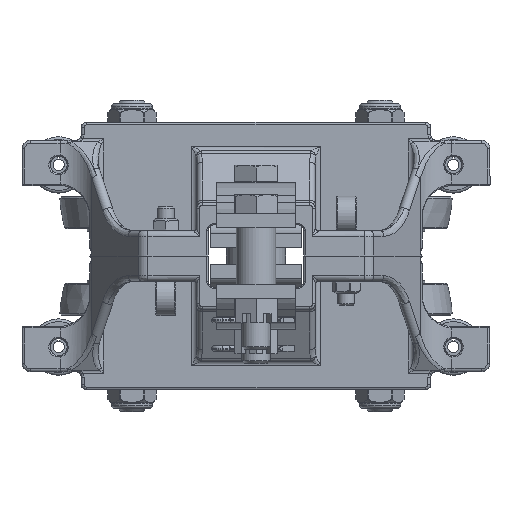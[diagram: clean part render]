
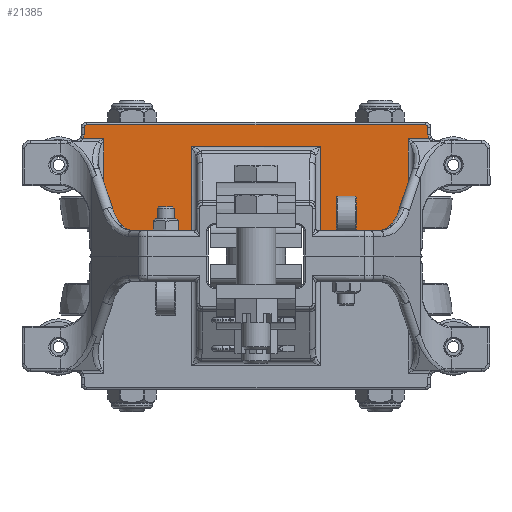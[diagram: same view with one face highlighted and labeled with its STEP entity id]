
A CAD part, front view. The second image highlights one B-rep face of the part: STEP entity #21385.
In plain terms, the highlighted planar face has unit normal (0, -1, 0).
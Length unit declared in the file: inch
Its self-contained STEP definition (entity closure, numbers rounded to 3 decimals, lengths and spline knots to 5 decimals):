
#20249=CARTESIAN_POINT('',(9.02385,2.3125,2.59599));
#20250=VERTEX_POINT('',#20249);
#20276=CARTESIAN_POINT('',(9.,2.3125,2.6875));
#20277=VERTEX_POINT('',#20276);
#20285=CARTESIAN_POINT('',(9.1875,2.3125,2.6875));
#20286=DIRECTION('',(0.,-1.0,0.));
#20287=DIRECTION('',(-0.917,0.,-0.399));
#20288=AXIS2_PLACEMENT_3D('',#20285,#20286,#20287);
#20289=CIRCLE('',#20288,0.1875);
#20290=EDGE_CURVE('',#20277,#20250,#20289,.T.);
#20310=CARTESIAN_POINT('',(9.,2.3125,2.84375));
#20311=VERTEX_POINT('',#20310);
#20319=CARTESIAN_POINT('',(9.,2.3125,2.84375));
#20320=DIRECTION('',(0.0,0.0,-1.0));
#20321=VECTOR('',#20320,0.15625);
#20322=LINE('',#20319,#20321);
#20323=EDGE_CURVE('',#20311,#20277,#20322,.T.);
#20390=CARTESIAN_POINT('',(8.9375,2.3125,2.90625));
#20391=VERTEX_POINT('',#20390);
#20399=CARTESIAN_POINT('',(8.9375,2.3125,2.84375));
#20400=DIRECTION('',(0.,1.0,0.));
#20401=DIRECTION('',(0.707,0.,0.707));
#20402=AXIS2_PLACEMENT_3D('',#20399,#20400,#20401);
#20403=CIRCLE('',#20402,0.0625);
#20404=EDGE_CURVE('',#20391,#20311,#20403,.T.);
#20424=CARTESIAN_POINT('',(1.4375,2.3125,2.90625));
#20425=VERTEX_POINT('',#20424);
#20433=CARTESIAN_POINT('',(1.4375,2.3125,2.90625));
#20434=DIRECTION('',(1.0,0.0,0.0));
#20435=VECTOR('',#20434,7.5);
#20436=LINE('',#20433,#20435);
#20437=EDGE_CURVE('',#20425,#20391,#20436,.T.);
#20504=CARTESIAN_POINT('',(1.375,2.3125,2.84375));
#20505=VERTEX_POINT('',#20504);
#20513=CARTESIAN_POINT('',(1.4375,2.3125,2.84375));
#20514=DIRECTION('',(0.,1.0,0.));
#20515=DIRECTION('',(-0.707,0.,0.707));
#20516=AXIS2_PLACEMENT_3D('',#20513,#20514,#20515);
#20517=CIRCLE('',#20516,0.0625);
#20518=EDGE_CURVE('',#20505,#20425,#20517,.T.);
#20538=CARTESIAN_POINT('',(1.375,2.3125,2.6875));
#20539=VERTEX_POINT('',#20538);
#20547=CARTESIAN_POINT('',(1.375,2.3125,2.6875));
#20548=DIRECTION('',(0.0,0.0,1.0));
#20549=VECTOR('',#20548,0.15625);
#20550=LINE('',#20547,#20549);
#20551=EDGE_CURVE('',#20539,#20505,#20550,.T.);
#20570=CARTESIAN_POINT('',(1.35115,2.3125,2.59599));
#20571=VERTEX_POINT('',#20570);
#20579=CARTESIAN_POINT('',(1.1875,2.3125,2.6875));
#20580=DIRECTION('',(0.,-1.,0.));
#20581=DIRECTION('',(0.917,0.,-0.399));
#20582=AXIS2_PLACEMENT_3D('',#20579,#20580,#20581);
#20583=CIRCLE('',#20582,0.1875);
#20584=EDGE_CURVE('',#20571,#20539,#20583,.T.);
#21289=CARTESIAN_POINT('',(8.55732,2.3125,2.59599));
#21290=VERTEX_POINT('',#21289);
#21291=CARTESIAN_POINT('',(9.02385,2.3125,2.59599));
#21292=DIRECTION('',(-1.0,0.0,0.0));
#21293=VECTOR('',#21292,0.46653);
#21294=LINE('',#21291,#21293);
#21295=EDGE_CURVE('',#20250,#21290,#21294,.T.);
#21308=CARTESIAN_POINT('',(9.0625,2.3125,2.5625));
#21309=DIRECTION('',(0.0,-1.0,0.0));
#21310=DIRECTION('',(0.0,0.0,-1.0));
#21311=AXIS2_PLACEMENT_3D('',#21308,#21309,#21310);
#21312=PLANE('',#21311);
#21313=ORIENTED_EDGE('',*,*,#20290,.F.);
#21314=ORIENTED_EDGE('',*,*,#20323,.F.);
#21315=ORIENTED_EDGE('',*,*,#20404,.F.);
#21316=ORIENTED_EDGE('',*,*,#20437,.F.);
#21317=ORIENTED_EDGE('',*,*,#20518,.F.);
#21318=ORIENTED_EDGE('',*,*,#20551,.F.);
#21319=ORIENTED_EDGE('',*,*,#20584,.F.);
#21320=CARTESIAN_POINT('',(1.81768,2.3125,2.59599));
#21321=VERTEX_POINT('',#21320);
#21322=CARTESIAN_POINT('',(1.81768,2.3125,2.59599));
#21323=DIRECTION('',(-1.0,0.0,0.0));
#21324=VECTOR('',#21323,0.46653);
#21325=LINE('',#21322,#21324);
#21326=EDGE_CURVE('',#21321,#20571,#21325,.T.);
#21327=ORIENTED_EDGE('',*,*,#21326,.F.);
#21328=CARTESIAN_POINT('',(1.81768,2.3125,0.5625));
#21329=VERTEX_POINT('',#21328);
#21330=CARTESIAN_POINT('',(1.81768,2.3125,0.5625));
#21331=DIRECTION('',(0.0,0.0,1.0));
#21332=VECTOR('',#21331,2.03349);
#21333=LINE('',#21330,#21332);
#21334=EDGE_CURVE('',#21329,#21321,#21333,.T.);
#21335=ORIENTED_EDGE('',*,*,#21334,.F.);
#21336=CARTESIAN_POINT('',(3.75,2.3125,0.5625));
#21337=VERTEX_POINT('',#21336);
#21338=CARTESIAN_POINT('',(3.75,2.3125,0.5625));
#21339=DIRECTION('',(-1.0,0.0,0.0));
#21340=VECTOR('',#21339,1.93232);
#21341=LINE('',#21338,#21340);
#21342=EDGE_CURVE('',#21337,#21329,#21341,.T.);
#21343=ORIENTED_EDGE('',*,*,#21342,.F.);
#21344=CARTESIAN_POINT('',(3.75,2.3125,2.4375));
#21345=VERTEX_POINT('',#21344);
#21346=CARTESIAN_POINT('',(3.75,2.3125,2.4375));
#21347=DIRECTION('',(0.0,0.0,-1.0));
#21348=VECTOR('',#21347,1.875);
#21349=LINE('',#21346,#21348);
#21350=EDGE_CURVE('',#21345,#21337,#21349,.T.);
#21351=ORIENTED_EDGE('',*,*,#21350,.F.);
#21352=CARTESIAN_POINT('',(6.625,2.3125,2.4375));
#21353=VERTEX_POINT('',#21352);
#21354=CARTESIAN_POINT('',(3.75,2.3125,2.4375));
#21355=DIRECTION('',(1.0,0.0,0.0));
#21356=VECTOR('',#21355,2.875);
#21357=LINE('',#21354,#21356);
#21358=EDGE_CURVE('',#21345,#21353,#21357,.T.);
#21359=ORIENTED_EDGE('',*,*,#21358,.T.);
#21360=CARTESIAN_POINT('',(6.625,2.3125,0.5625));
#21361=VERTEX_POINT('',#21360);
#21362=CARTESIAN_POINT('',(6.625,2.3125,0.5625));
#21363=DIRECTION('',(0.0,0.0,1.0));
#21364=VECTOR('',#21363,1.875);
#21365=LINE('',#21362,#21364);
#21366=EDGE_CURVE('',#21361,#21353,#21365,.T.);
#21367=ORIENTED_EDGE('',*,*,#21366,.F.);
#21368=CARTESIAN_POINT('',(8.55732,2.3125,0.5625));
#21369=VERTEX_POINT('',#21368);
#21370=CARTESIAN_POINT('',(8.55732,2.3125,0.5625));
#21371=DIRECTION('',(-1.0,0.0,0.0));
#21372=VECTOR('',#21371,1.93232);
#21373=LINE('',#21370,#21372);
#21374=EDGE_CURVE('',#21369,#21361,#21373,.T.);
#21375=ORIENTED_EDGE('',*,*,#21374,.F.);
#21376=CARTESIAN_POINT('',(8.55732,2.3125,0.5625));
#21377=DIRECTION('',(0.0,0.0,1.0));
#21378=VECTOR('',#21377,2.03349);
#21379=LINE('',#21376,#21378);
#21380=EDGE_CURVE('',#21369,#21290,#21379,.T.);
#21381=ORIENTED_EDGE('',*,*,#21380,.T.);
#21382=ORIENTED_EDGE('',*,*,#21295,.F.);
#21383=EDGE_LOOP('',(#21313,#21314,#21315,#21316,#21317,#21318,#21319,#21327,#21335,#21343,#21351,#21359,#21367,#21375,#21381,#21382));
#21384=FACE_OUTER_BOUND('',#21383,.T.);
#21385=ADVANCED_FACE('',(#21384),#21312,.T.);
